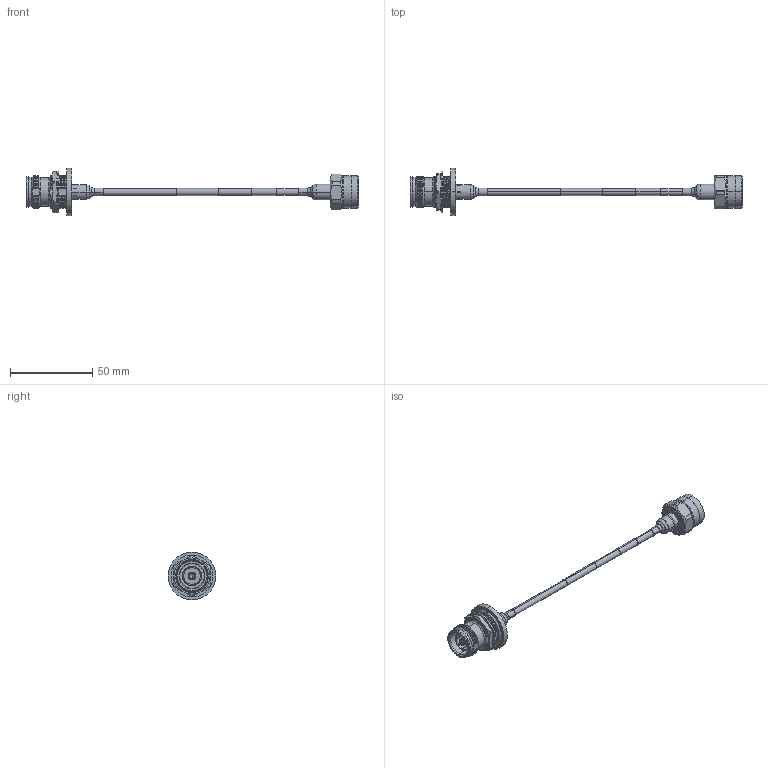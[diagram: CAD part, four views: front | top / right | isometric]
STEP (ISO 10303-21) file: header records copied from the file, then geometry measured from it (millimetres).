
FILE_DESCRIPTION (( 'STEP AP214' ), '1' );
FILE_NAME ('FMCA2494_3D.step', '2024-06-12T21:35:36', ( '' ), ( '' ), 'SwSTEP 2.0', 'SolidWorks 2022', '' );
FILE_SCHEMA (( 'AUTOMOTIVE_DESIGN' ));
Length unit declared in the file: inch
Products named in the file (6): FMCA2494_3D; HEAT SHRINK^FMCA2494; TC-402-NM-LP-FM; TC-402-4310F-BH-LP-PE; HEAT SHRINK^FMCA2494_1.5; TFT-5G-402^FMCA2494_LABEL PE+FM
Assembly tree (5 placements, depth 2):
  FMCA2494_3D
    TFT-5G-402^FMCA2494_LABEL PE+FM
    HEAT SHRINK^FMCA2494
    HEAT SHRINK^FMCA2494_1.5
    TC-402-4310F-BH-LP-PE
    TC-402-NM-LP-FM
Bounding box: 202.43 x 29 x 29 mm (x, y, z)
Volume: 14080.1 mm3; surface area: 14273.4 mm2
Topology: 6 solids, 6 shells, 547 faces, 1418 edges, 898 vertices
Faces by surface type: cylinder 152, bspline 152, plane 131, cone 96, torus 16
Entity records: 66444 total; most frequent: CARTESIAN_POINT 54207, ORIENTED_EDGE 2828, DIRECTION 2118, EDGE_CURVE 1414, VERTEX_POINT 898, AXIS2_PLACEMENT_3D 865, EDGE_LOOP 590, ADVANCED_FACE 547
